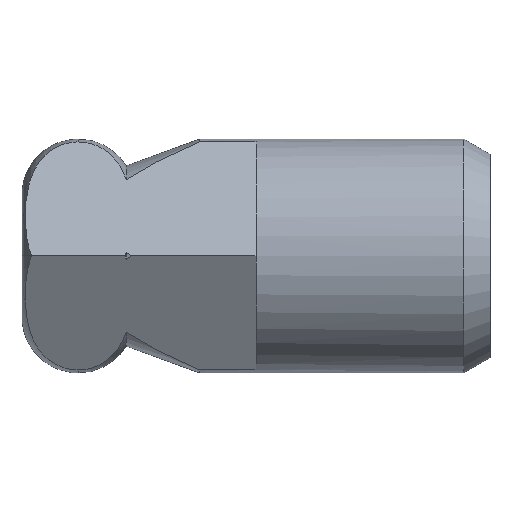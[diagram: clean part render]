
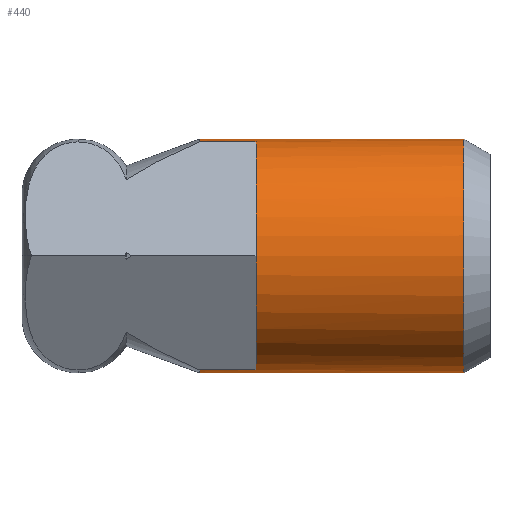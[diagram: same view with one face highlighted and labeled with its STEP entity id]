
A CAD part, top view. The second image highlights one B-rep face of the part: STEP entity #440.
In plain terms, the highlighted cylindrical face has radius 12.5 mm (diameter 25 mm), a partial arc.
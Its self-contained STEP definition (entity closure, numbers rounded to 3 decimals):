
#230=EDGE_CURVE('',#522,#438,#607,.T.);
#252=VERTEX_POINT('',#633);
#288=EDGE_CURVE('',#522,#302,#674,.T.);
#302=VERTEX_POINT('',#688);
#306=VERTEX_POINT('',#692);
#358=EDGE_CURVE('',#302,#306,#748,.T.);
#362=VERTEX_POINT('',#752);
#390=VERTEX_POINT('',#780);
#408=EDGE_CURVE('',#438,#362,#799,.T.);
#436=EDGE_CURVE('',#362,#390,#830,.T.);
#438=VERTEX_POINT('',#832);
#440=ADVANCED_FACE('',(#834),#835,.T.);
#516=EDGE_CURVE('',#306,#540,#919,.T.);
#522=VERTEX_POINT('',#927);
#532=EDGE_CURVE('',#252,#540,#938,.T.);
#540=VERTEX_POINT('',#947);
#556=EDGE_CURVE('',#390,#252,#968,.T.);
#607=CIRCLE('',#1112,12.5);
#633=CARTESIAN_POINT('',(-6.0,-12.182,2.8));
#674=LINE('',#1203,#1204);
#688=CARTESIAN_POINT('',(22.2,12.5,0.0));
#692=CARTESIAN_POINT('',(22.2,-12.5,0.));
#748=CIRCLE('',#1492,12.5);
#752=CARTESIAN_POINT('',(0.0,12.182,2.8));
#780=CARTESIAN_POINT('',(0.0,-12.182,2.8));
#799=LINE('',#1808,#1809);
#830=CIRCLE('',#2019,12.5);
#832=CARTESIAN_POINT('',(-6.0,12.182,2.8));
#834=FACE_OUTER_BOUND('',#2023,.T.);
#835=CYLINDRICAL_SURFACE('',#2024,12.5);
#919=LINE('',#2305,#2306);
#927=CARTESIAN_POINT('',(-6.0,12.5,0.));
#938=CIRCLE('',#2339,12.5);
#947=CARTESIAN_POINT('',(-6.0,-12.5,0.));
#968=LINE('',#2540,#2541);
#1112=AXIS2_PLACEMENT_3D('',#2583,#2584,#2585);
#1203=CARTESIAN_POINT('',(11.1,12.5,0.));
#1204=VECTOR('',#2680,1.0);
#1492=AXIS2_PLACEMENT_3D('',#2746,#2747,#2748);
#1808=CARTESIAN_POINT('',(-3.0,12.182,2.8));
#1809=VECTOR('',#2777,1.0);
#2019=AXIS2_PLACEMENT_3D('',#2813,#2814,#2815);
#2023=EDGE_LOOP('',(#2817,#2818,#2819,#2820,#2821,#2822,#2823,#2824));
#2024=AXIS2_PLACEMENT_3D('',#2825,#2826,#2827);
#2305=CARTESIAN_POINT('',(11.1,-12.5,0.));
#2306=VECTOR('',#2940,1.0);
#2339=AXIS2_PLACEMENT_3D('',#2959,#2960,#2961);
#2540=CARTESIAN_POINT('',(-3.0,-12.182,2.8));
#2541=VECTOR('',#3009,1.0);
#2583=CARTESIAN_POINT('',(-6.0,0.0,0.0));
#2584=DIRECTION('',(1.0,0.0,0.0));
#2585=DIRECTION('',(0.0,1.0,0.0));
#2680=DIRECTION('',(1.0,0.0,0.0));
#2746=CARTESIAN_POINT('',(22.2,0.0,0.0));
#2747=DIRECTION('',(1.0,0.0,0.0));
#2748=DIRECTION('',(0.0,1.0,0.0));
#2777=DIRECTION('',(1.0,0.0,0.0));
#2813=CARTESIAN_POINT('',(0.,0.0,0.0));
#2814=DIRECTION('',(1.0,0.0,0.0));
#2815=DIRECTION('',(0.0,1.0,0.0));
#2817=ORIENTED_EDGE('',*,*,#288,.F.);
#2818=ORIENTED_EDGE('',*,*,#230,.T.);
#2819=ORIENTED_EDGE('',*,*,#408,.T.);
#2820=ORIENTED_EDGE('',*,*,#436,.T.);
#2821=ORIENTED_EDGE('',*,*,#556,.T.);
#2822=ORIENTED_EDGE('',*,*,#532,.T.);
#2823=ORIENTED_EDGE('',*,*,#516,.F.);
#2824=ORIENTED_EDGE('',*,*,#358,.F.);
#2825=CARTESIAN_POINT('',(11.1,0.0,0.0));
#2826=DIRECTION('',(-1.0,-0.0,-0.0));
#2827=DIRECTION('',(0.0,1.0,0.0));
#2940=DIRECTION('',(-1.0,-0.0,-0.0));
#2959=CARTESIAN_POINT('',(-6.0,0.0,0.0));
#2960=DIRECTION('',(1.0,0.0,0.0));
#2961=DIRECTION('',(0.0,1.0,0.0));
#3009=DIRECTION('',(-1.0,-0.0,-0.0));
